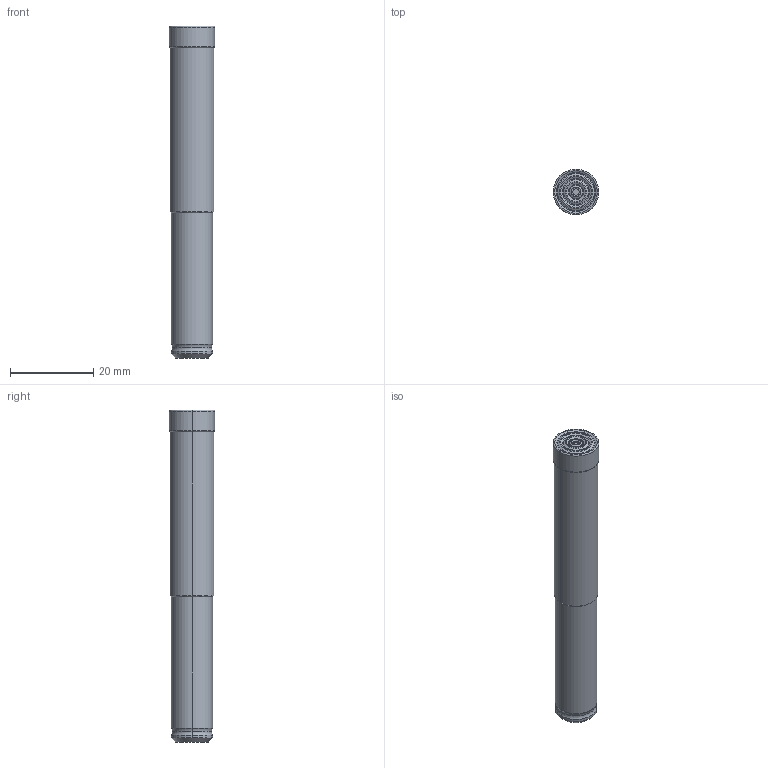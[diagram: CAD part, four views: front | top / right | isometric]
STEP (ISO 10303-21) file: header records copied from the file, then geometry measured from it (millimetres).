
FILE_DESCRIPTION (( 'STEP AP214' ), '1' );
FILE_NAME ('99321-010-1320.STEP', '2017-01-10T12:14:23', ( 'User' ), ( 'GENUINE' ), 'SwSTEP 2.0', 'SolidWorks 2012', '' );
FILE_SCHEMA (( 'AUTOMOTIVE_DESIGN' ));
Length unit declared in the file: millimetre
Products named in the file (1): 99321-010-1320
Bounding box: 11 x 11 x 80 mm (x, y, z)
Volume: 6715.2 mm3; surface area: 2774.6 mm2
Topology: 1 solids, 1 shells, 48 faces, 94 edges, 48 vertices
Faces by surface type: torus 20, cone 16, cylinder 10, plane 2
Entity records: 1600 total; most frequent: DIRECTION 260, CARTESIAN_POINT 191, ORIENTED_EDGE 188, AXIS2_PLACEMENT_3D 117, EDGE_CURVE 94, CIRCLE 68, ADVANCED_FACE 48, EDGE_LOOP 48
